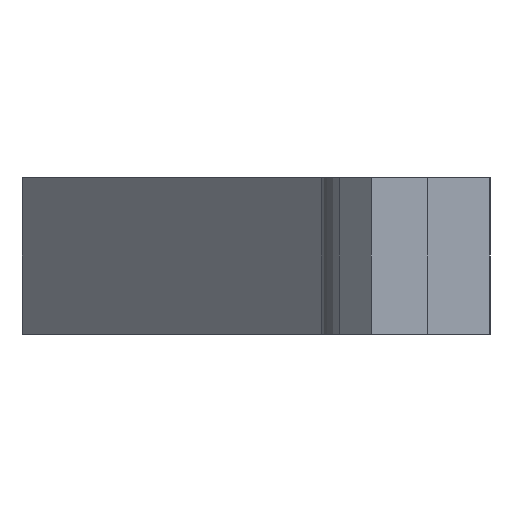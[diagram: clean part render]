
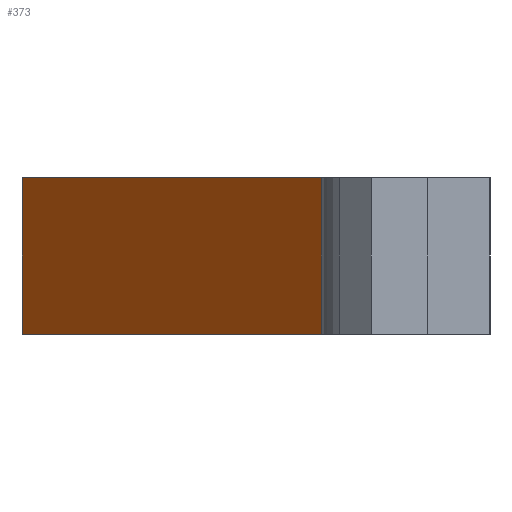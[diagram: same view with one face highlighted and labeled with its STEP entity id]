
A CAD part, left-side view. The second image highlights one B-rep face of the part: STEP entity #373.
In plain terms, the highlighted planar face has unit normal (-0.122, 0.993, 0).
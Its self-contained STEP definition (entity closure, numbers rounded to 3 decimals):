
#29=PLANE('',#414);
#47=FACE_OUTER_BOUND('',#66,.T.);
#66=EDGE_LOOP('',(#308,#309,#310,#311));
#109=LINE('',#609,#150);
#110=LINE('',#612,#151);
#111=LINE('',#614,#152);
#112=LINE('',#615,#153);
#150=VECTOR('',#501,10.);
#151=VECTOR('',#504,10.);
#152=VECTOR('',#505,10.);
#153=VECTOR('',#506,10.);
#195=VERTEX_POINT('',#605);
#196=VERTEX_POINT('',#607);
#197=VERTEX_POINT('',#611);
#198=VERTEX_POINT('',#613);
#243=EDGE_CURVE('',#195,#196,#109,.T.);
#244=EDGE_CURVE('',#197,#195,#110,.T.);
#245=EDGE_CURVE('',#198,#196,#111,.T.);
#246=EDGE_CURVE('',#197,#198,#112,.T.);
#308=ORIENTED_EDGE('',*,*,#244,.T.);
#309=ORIENTED_EDGE('',*,*,#243,.T.);
#310=ORIENTED_EDGE('',*,*,#245,.F.);
#311=ORIENTED_EDGE('',*,*,#246,.F.);
#373=ADVANCED_FACE('',(#47),#29,.T.);
#414=AXIS2_PLACEMENT_3D('',#610,#502,#503);
#501=DIRECTION('',(0.,0.,1.));
#502=DIRECTION('center_axis',(-0.122,0.993,0.));
#503=DIRECTION('ref_axis',(-0.993,-0.122,0.));
#504=DIRECTION('',(-0.993,-0.122,0.));
#505=DIRECTION('',(-0.993,-0.122,0.));
#506=DIRECTION('',(0.,0.,1.));
#605=CARTESIAN_POINT('',(21.539,113.165,0.));
#607=CARTESIAN_POINT('',(21.539,113.165,7.5));
#609=CARTESIAN_POINT('',(21.539,113.165,0.));
#610=CARTESIAN_POINT('Origin',(138.351,127.508,0.));
#611=CARTESIAN_POINT('',(138.351,127.508,0.));
#612=CARTESIAN_POINT('',(138.351,127.508,0.));
#613=CARTESIAN_POINT('',(138.351,127.508,7.5));
#614=CARTESIAN_POINT('',(138.351,127.508,7.5));
#615=CARTESIAN_POINT('',(138.351,127.508,0.));
